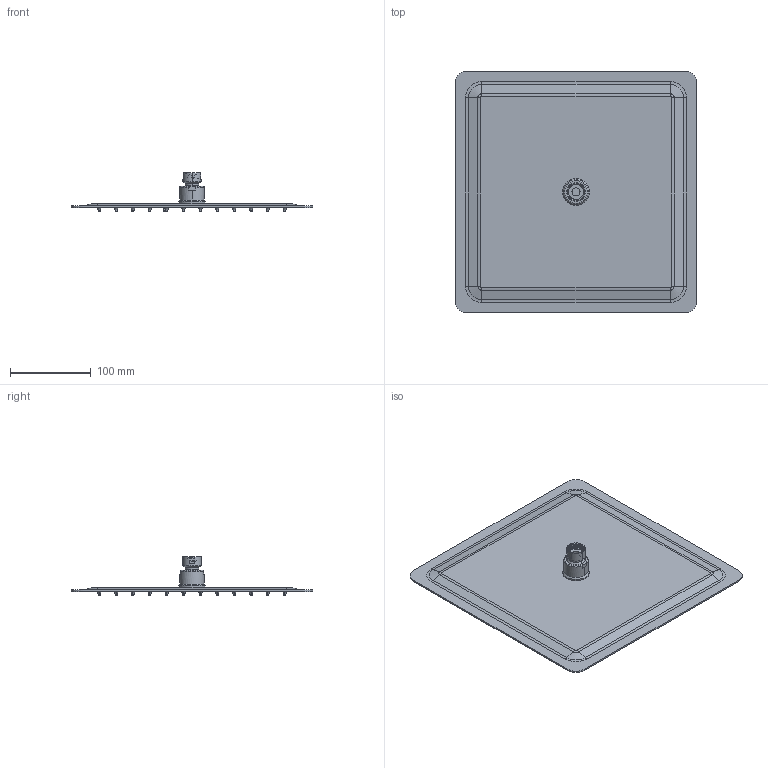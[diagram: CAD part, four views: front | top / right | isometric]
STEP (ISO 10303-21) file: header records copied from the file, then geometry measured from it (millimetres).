
FILE_DESCRIPTION((''),'2;1');
FILE_NAME('0007','2023-04-26T08:55:40',('Administrator'),(''),'CREO PARAMETRIC BY PTC INC, 2021164','CREO PARAMETRIC BY PTC INC, 2021164','');
FILE_SCHEMA(('CONFIG_CONTROL_DESIGN'));
Length unit declared in the file: millimetre
Products named in the file (1): 0007
Bounding box: 300 x 300 x 47.9 mm (x, y, z)
Volume: 432016.2 mm3; surface area: 195096.5 mm2
Topology: 1 solids, 1 shells, 1241 faces, 2517 edges, 1572 vertices
Faces by surface type: cylinder 612, plane 314, torus 295, cone 10, bspline 8, sphere 2
Entity records: 33957 total; most frequent: DIRECTION 6776, CARTESIAN_POINT 6226, ORIENTED_EDGE 5034, AXIS2_PLACEMENT_3D 3055, EDGE_CURVE 2517, CIRCLE 1822, VERTEX_POINT 1572, EDGE_LOOP 1535
